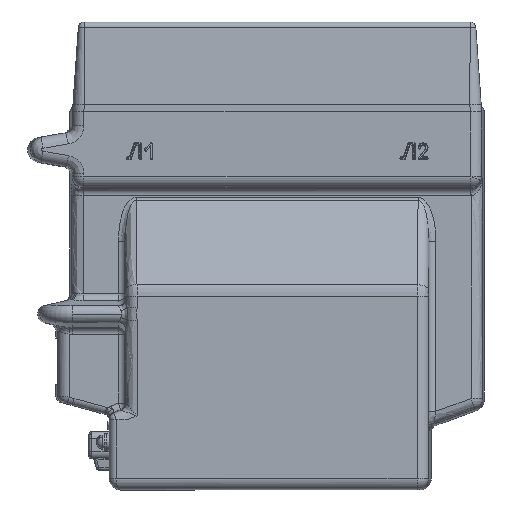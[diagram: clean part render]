
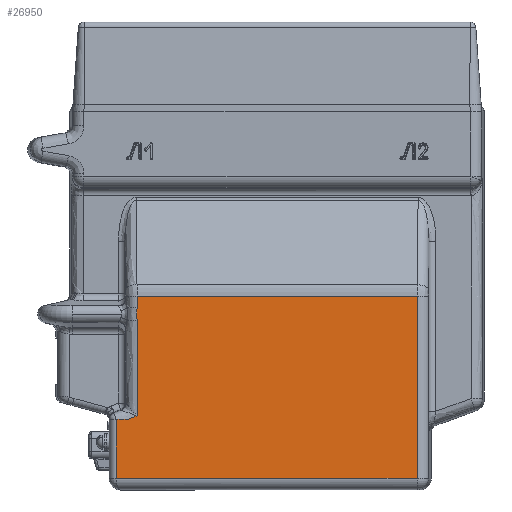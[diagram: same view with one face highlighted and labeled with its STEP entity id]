
A CAD part, top view. The second image highlights one B-rep face of the part: STEP entity #26950.
In plain terms, the highlighted planar face has unit normal (0, 0, 1).
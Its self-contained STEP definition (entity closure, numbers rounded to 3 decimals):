
#585 = CARTESIAN_POINT ( 'NONE',  ( -219., 8., 89. ) ) ;
#590 = PLANE ( 'NONE',  #8290 ) ;
#593 = DIRECTION ( 'NONE',  ( 0., 0., 1. ) ) ;
#594 = DIRECTION ( 'NONE',  ( 1., 0., 0. ) ) ;
#2395 = VERTEX_POINT ( 'NONE', #11865 ) ;
#2583 = VERTEX_POINT ( 'NONE', #12187 ) ;
#2643 = VERTEX_POINT ( 'NONE', #12247 ) ;
#2987 = FACE_OUTER_BOUND ( 'NONE', #39276, .T. ) ;
#7281 = EDGE_CURVE ( 'NONE', #26535, #2395, #19255, .T. ) ;
#7284 = EDGE_CURVE ( 'NONE', #19510, #2643, #19266, .T. ) ;
#7285 = EDGE_CURVE ( 'NONE', #26543, #2583, #25024, .T. ) ;
#7286 = EDGE_CURVE ( 'NONE', #26514, #26492, #25022, .T. ) ;
#7288 = EDGE_CURVE ( 'NONE', #2395, #26514, #19268, .T. ) ;
#7290 = EDGE_CURVE ( 'NONE', #26492, #26543, #25020, .T. ) ;
#7291 = EDGE_CURVE ( 'NONE', #2583, #19510, #25018, .T. ) ;
#7294 = EDGE_CURVE ( 'NONE', #2643, #26535, #19272, .T. ) ;
#8290 = AXIS2_PLACEMENT_3D ( 'NONE', #585, #593, #594 ) ;
#11357 = CARTESIAN_POINT ( 'NONE',  ( -207.207, 129.432, 89. ) ) ;
#11397 = CARTESIAN_POINT ( 'NONE',  ( -207.207, 137.741, 89. ) ) ;
#11439 = CARTESIAN_POINT ( 'NONE',  ( -7.793, 8., 89. ) ) ;
#11453 = CARTESIAN_POINT ( 'NONE',  ( -207.207, 120.568, 89. ) ) ;
#11865 = CARTESIAN_POINT ( 'NONE',  ( -7.793, 137.741, 89. ) ) ;
#12187 = CARTESIAN_POINT ( 'NONE',  ( -207.207, 52.523, 89. ) ) ;
#12247 = CARTESIAN_POINT ( 'NONE',  ( -222., 8., 89. ) ) ;
#19255 = LINE ( 'NONE', #25643, #19261 ) ;
#19261 = VECTOR ( 'NONE', #25644, 1000. ) ;
#19264 = VECTOR ( 'NONE', #25720, 1000. ) ;
#19266 = LINE ( 'NONE', #25701, #19267 ) ;
#19267 = VECTOR ( 'NONE', #25702, 1000. ) ;
#19268 = LINE ( 'NONE', #25711, #19264 ) ;
#19272 = LINE ( 'NONE', #25762, #19273 ) ;
#19273 = VECTOR ( 'NONE', #25763, 1000. ) ;
#19510 = VERTEX_POINT ( 'NONE', #22546 ) ;
#22546 = CARTESIAN_POINT ( 'NONE',  ( -222., 49.754, 89. ) ) ;
#25018 = B_SPLINE_CURVE_WITH_KNOTS ( 'NONE', 3,
 ( #25724, #25748, #25749, #25750, #25751, #25752, #25753 ),
 .UNSPECIFIED., .F., .F.,
 ( 4, 3, 4 ),
 ( 0.667, 0.786, 1. ),
 .UNSPECIFIED. ) ;
#25020 = B_SPLINE_CURVE_WITH_KNOTS ( 'NONE', 3,
 ( #25716, #25726, #25727, #25728, #25729, #25731, #25732, #25733, #25734, #25735, #25736, #25737, #25738, #25739, #25740, #25741, #25742, #25743, #25744, #25745, #25746 ),
 .UNSPECIFIED., .F., .F.,
 ( 4, 1, 1, 1, 1, 2, 2, 2, 1, 1, 1, 2, 2, 4 ),
 ( 0., 0.125, 0.188, 0.219, 0.234, 0.242, 0.25, 0.5, 0.625, 0.687, 0.719, 0.734, 0.75, 1. ),
 .UNSPECIFIED. ) ;
#25022 = B_SPLINE_CURVE_WITH_KNOTS ( 'NONE', 3,
 ( #25703, #25712, #25713, #25714 ),
 .UNSPECIFIED., .F., .F.,
 ( 4, 4 ),
 ( 0., 0.033 ),
 .UNSPECIFIED. ) ;
#25024 = B_SPLINE_CURVE_WITH_KNOTS ( 'NONE', 3,
 ( #25668, #25705, #25706, #25707, #25708, #25709, #25710 ),
 .UNSPECIFIED., .F., .F.,
 ( 4, 3, 4 ),
 ( 0.067, 0.313, 0.333 ),
 .UNSPECIFIED. ) ;
#25643 = CARTESIAN_POINT ( 'NONE',  ( -7.793, 142., 89. ) ) ;
#25644 = DIRECTION ( 'NONE',  ( 0., 1., 0. ) ) ;
#25668 = CARTESIAN_POINT ( 'NONE',  ( -207.207, 120.568, 89. ) ) ;
#25701 = CARTESIAN_POINT ( 'NONE',  ( -222., 8., 89. ) ) ;
#25702 = DIRECTION ( 'NONE',  ( 0., -1., 0. ) ) ;
#25703 = CARTESIAN_POINT ( 'NONE',  ( -207.207, 137.741, 89. ) ) ;
#25705 = CARTESIAN_POINT ( 'NONE',  ( -207.207, 99.645, 89. ) ) ;
#25706 = CARTESIAN_POINT ( 'NONE',  ( -207.207, 78.722, 89. ) ) ;
#25707 = CARTESIAN_POINT ( 'NONE',  ( -207.207, 57.8, 89. ) ) ;
#25708 = CARTESIAN_POINT ( 'NONE',  ( -207.207, 56.041, 89. ) ) ;
#25709 = CARTESIAN_POINT ( 'NONE',  ( -207.207, 54.282, 89. ) ) ;
#25710 = CARTESIAN_POINT ( 'NONE',  ( -207.207, 52.523, 89. ) ) ;
#25711 = CARTESIAN_POINT ( 'NONE',  ( -219., 137.741, 89. ) ) ;
#25712 = CARTESIAN_POINT ( 'NONE',  ( -207.207, 134.971, 89. ) ) ;
#25713 = CARTESIAN_POINT ( 'NONE',  ( -207.207, 132.202, 89. ) ) ;
#25714 = CARTESIAN_POINT ( 'NONE',  ( -207.207, 129.432, 89. ) ) ;
#25716 = CARTESIAN_POINT ( 'NONE',  ( -207.207, 129.432, 89. ) ) ;
#25720 = DIRECTION ( 'NONE',  ( -1., 0., 0. ) ) ;
#25724 = CARTESIAN_POINT ( 'NONE',  ( -207.207, 52.523, 89. ) ) ;
#25726 = CARTESIAN_POINT ( 'NONE',  ( -207.207, 129.181, 89. ) ) ;
#25727 = CARTESIAN_POINT ( 'NONE',  ( -207.22, 128.715, 89. ) ) ;
#25728 = CARTESIAN_POINT ( 'NONE',  ( -207.258, 128.017, 89. ) ) ;
#25729 = CARTESIAN_POINT ( 'NONE',  ( -207.282, 127.63, 89. ) ) ;
#25731 = CARTESIAN_POINT ( 'NONE',  ( -207.296, 127.426, 89. ) ) ;
#25732 = CARTESIAN_POINT ( 'NONE',  ( -207.302, 127.337, 89. ) ) ;
#25733 = CARTESIAN_POINT ( 'NONE',  ( -207.307, 127.277, 89. ) ) ;
#25734 = CARTESIAN_POINT ( 'NONE',  ( -207.309, 127.245, 89. ) ) ;
#25735 = CARTESIAN_POINT ( 'NONE',  ( -207.378, 126.278, 89. ) ) ;
#25736 = CARTESIAN_POINT ( 'NONE',  ( -207.411, 125.538, 89. ) ) ;
#25737 = CARTESIAN_POINT ( 'NONE',  ( -207.411, 124.731, 89. ) ) ;
#25738 = CARTESIAN_POINT ( 'NONE',  ( -207.399, 124.252, 89. ) ) ;
#25739 = CARTESIAN_POINT ( 'NONE',  ( -207.362, 123.562, 89. ) ) ;
#25740 = CARTESIAN_POINT ( 'NONE',  ( -207.338, 123.184, 89. ) ) ;
#25741 = CARTESIAN_POINT ( 'NONE',  ( -207.327, 123.015, 89. ) ) ;
#25742 = CARTESIAN_POINT ( 'NONE',  ( -207.319, 122.901, 89. ) ) ;
#25743 = CARTESIAN_POINT ( 'NONE',  ( -207.315, 122.845, 89. ) ) ;
#25744 = CARTESIAN_POINT ( 'NONE',  ( -207.241, 121.809, 89. ) ) ;
#25745 = CARTESIAN_POINT ( 'NONE',  ( -207.207, 121.07, 89. ) ) ;
#25746 = CARTESIAN_POINT ( 'NONE',  ( -207.207, 120.568, 89. ) ) ;
#25748 = CARTESIAN_POINT ( 'NONE',  ( -208.84, 51.87, 89. ) ) ;
#25749 = CARTESIAN_POINT ( 'NONE',  ( -210.473, 51.217, 89. ) ) ;
#25750 = CARTESIAN_POINT ( 'NONE',  ( -212.106, 50.564, 89. ) ) ;
#25751 = CARTESIAN_POINT ( 'NONE',  ( -215.042, 49.389, 89. ) ) ;
#25752 = CARTESIAN_POINT ( 'NONE',  ( -219.064, 50.928, 89. ) ) ;
#25753 = CARTESIAN_POINT ( 'NONE',  ( -222., 49.754, 89. ) ) ;
#25762 = CARTESIAN_POINT ( 'NONE',  ( 0., 8., 89. ) ) ;
#25763 = DIRECTION ( 'NONE',  ( 1., 0., 0. ) ) ;
#26492 = VERTEX_POINT ( 'NONE', #11357 ) ;
#26514 = VERTEX_POINT ( 'NONE', #11397 ) ;
#26535 = VERTEX_POINT ( 'NONE', #11439 ) ;
#26543 = VERTEX_POINT ( 'NONE', #11453 ) ;
#26950 = ADVANCED_FACE ( 'NONE', ( #2987 ), #590, .T. ) ;
#39276 = EDGE_LOOP ( 'NONE', ( #42031, #41332, #41493, #42179, #41958, #42205, #41270, #42174 ) ) ;
#41270 = ORIENTED_EDGE ( 'NONE', *, *, #7286, .T. ) ;
#41332 = ORIENTED_EDGE ( 'NONE', *, *, #7291, .T. ) ;
#41493 = ORIENTED_EDGE ( 'NONE', *, *, #7284, .T. ) ;
#41958 = ORIENTED_EDGE ( 'NONE', *, *, #7281, .T. ) ;
#42031 = ORIENTED_EDGE ( 'NONE', *, *, #7285, .T. ) ;
#42174 = ORIENTED_EDGE ( 'NONE', *, *, #7290, .T. ) ;
#42179 = ORIENTED_EDGE ( 'NONE', *, *, #7294, .T. ) ;
#42205 = ORIENTED_EDGE ( 'NONE', *, *, #7288, .T. ) ;
